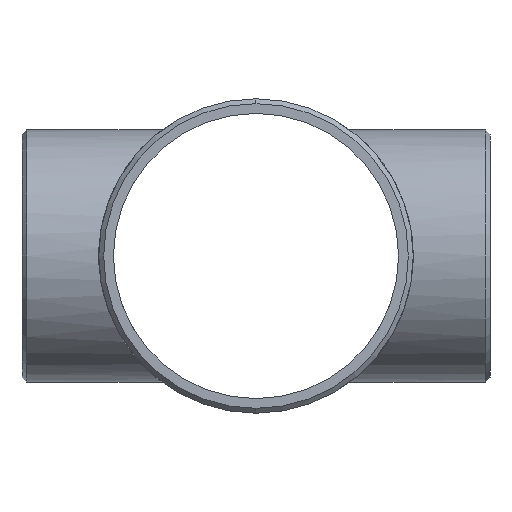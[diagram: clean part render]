
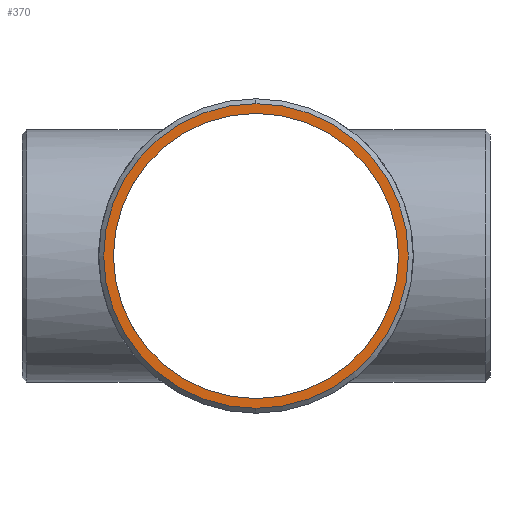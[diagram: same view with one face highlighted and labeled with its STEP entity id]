
A CAD part, left-side view. The second image highlights one B-rep face of the part: STEP entity #370.
In plain terms, the highlighted planar face has unit normal (-1, 0, 0).
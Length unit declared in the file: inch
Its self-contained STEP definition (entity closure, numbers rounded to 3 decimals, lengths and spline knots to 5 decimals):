
#35 = ORIENTED_EDGE ( 'NONE', *, *, #489, .T. ) ;
#100 = CIRCLE ( 'NONE', #1079, 4.875 ) ;
#106 = DIRECTION ( 'NONE',  ( 0., 0., 1. ) ) ;
#127 = AXIS2_PLACEMENT_3D ( 'NONE', #903, #319, #189 ) ;
#129 = CARTESIAN_POINT ( 'NONE',  ( -8.5, 0., 5.20833 ) ) ;
#189 = DIRECTION ( 'NONE',  ( 0., 0., 1. ) ) ;
#311 = CARTESIAN_POINT ( 'NONE',  ( -8.5, 0., 4.875 ) ) ;
#319 = DIRECTION ( 'NONE',  ( -1., 0., 0. ) ) ;
#356 = CARTESIAN_POINT ( 'NONE',  ( -8.5, 0., 0. ) ) ;
#370 = ADVANCED_FACE ( 'NONE', ( #991, #1489 ), #426, .T. ) ;
#408 = DIRECTION ( 'NONE',  ( 0., 0., -1. ) ) ;
#410 = VERTEX_POINT ( 'NONE', #1372 ) ;
#426 = PLANE ( 'NONE',  #1430 ) ;
#456 = CARTESIAN_POINT ( 'NONE',  ( -8.5, 0., -5.20833 ) ) ;
#489 = EDGE_CURVE ( 'NONE', #733, #410, #880, .T. ) ;
#550 = EDGE_CURVE ( 'NONE', #1044, #1029, #1026, .T. ) ;
#568 = EDGE_LOOP ( 'NONE', ( #35, #929 ) ) ;
#574 = DIRECTION ( 'NONE',  ( 0., 0., 1. ) ) ;
#640 = DIRECTION ( 'NONE',  ( 0., 0., 1. ) ) ;
#706 = DIRECTION ( 'NONE',  ( 1., 0., 0. ) ) ;
#733 = VERTEX_POINT ( 'NONE', #311 ) ;
#736 = AXIS2_PLACEMENT_3D ( 'NONE', #356, #706, #106 ) ;
#880 = CIRCLE ( 'NONE', #736, 4.875 ) ;
#903 = CARTESIAN_POINT ( 'NONE',  ( -8.5, 0., 0. ) ) ;
#929 = ORIENTED_EDGE ( 'NONE', *, *, #988, .T. ) ;
#956 = ORIENTED_EDGE ( 'NONE', *, *, #1349, .T. ) ;
#984 = AXIS2_PLACEMENT_3D ( 'NONE', #1173, #1507, #574 ) ;
#988 = EDGE_CURVE ( 'NONE', #410, #733, #100, .T. ) ;
#991 = FACE_OUTER_BOUND ( 'NONE', #1249, .T. ) ;
#1026 = CIRCLE ( 'NONE', #984, 5.20833 ) ;
#1029 = VERTEX_POINT ( 'NONE', #456 ) ;
#1044 = VERTEX_POINT ( 'NONE', #129 ) ;
#1048 = CIRCLE ( 'NONE', #127, 5.20833 ) ;
#1079 = AXIS2_PLACEMENT_3D ( 'NONE', #1495, #1226, #640 ) ;
#1136 = DIRECTION ( 'NONE',  ( -1., 0., 0. ) ) ;
#1144 = ORIENTED_EDGE ( 'NONE', *, *, #550, .T. ) ;
#1173 = CARTESIAN_POINT ( 'NONE',  ( -8.5, 0., 0. ) ) ;
#1226 = DIRECTION ( 'NONE',  ( 1., 0., 0. ) ) ;
#1249 = EDGE_LOOP ( 'NONE', ( #956, #1144 ) ) ;
#1255 = CARTESIAN_POINT ( 'NONE',  ( -8.5, 0., 0. ) ) ;
#1349 = EDGE_CURVE ( 'NONE', #1029, #1044, #1048, .T. ) ;
#1372 = CARTESIAN_POINT ( 'NONE',  ( -8.5, 0., -4.875 ) ) ;
#1430 = AXIS2_PLACEMENT_3D ( 'NONE', #1255, #1136, #408 ) ;
#1489 = FACE_BOUND ( 'NONE', #568, .T. ) ;
#1495 = CARTESIAN_POINT ( 'NONE',  ( -8.5, 0., 0. ) ) ;
#1507 = DIRECTION ( 'NONE',  ( -1., 0., 0. ) ) ;
